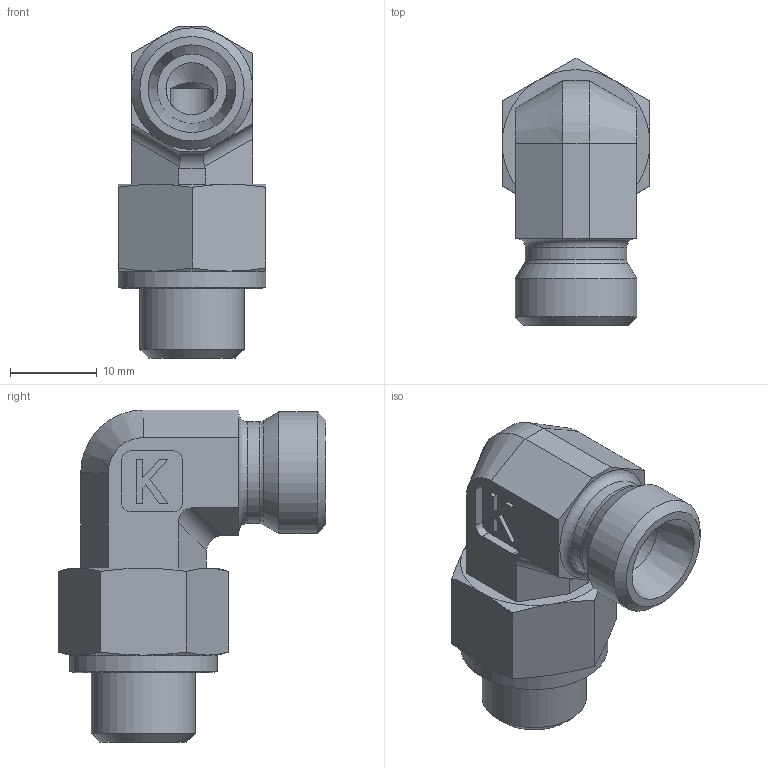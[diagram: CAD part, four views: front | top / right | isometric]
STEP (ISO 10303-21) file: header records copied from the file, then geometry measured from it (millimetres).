
FILE_DESCRIPTION((''),'2;1');
FILE_NAME('671511214.stp','2015-02-06T14:03:49',(''),('KNOMI spol. s r. o.'),'Autodesk Inventor 2012','Autodesk Inventor 2012','');
FILE_SCHEMA(('AUTOMOTIVE_DESIGN { 1 2 10303 214 0 1 1 1 }'));
Length unit declared in the file: millimetre
Products named in the file (3): ÚPS M12/M14 B; 6785081214; 6755112
Assembly tree (2 placements, depth 2):
  ÚPS M12/M14 B
    6785081214
    6755112
Bounding box: 17 x 30.82 x 38.22 mm (x, y, z)
Volume: 7437.5 mm3; surface area: 4778.2 mm2
Topology: 2 solids, 2 shells, 90 faces, 219 edges, 137 vertices
Faces by surface type: plane 44, cone 26, cylinder 18, torus 2
Full cylindrical faces by diameter (mm): 5 x1, 6 x1, 8 x1, 10.376 x1, 11.7 x1, 11.999 x1, 12 x2, 14 x1, 17 x1
Entity records: 2600 total; most frequent: CARTESIAN_POINT 509, DIRECTION 410, ORIENTED_EDGE 378, EDGE_CURVE 189, AXIS2_PLACEMENT_3D 154, VERTEX_POINT 129, EDGE_LOOP 120, VECTOR 102
